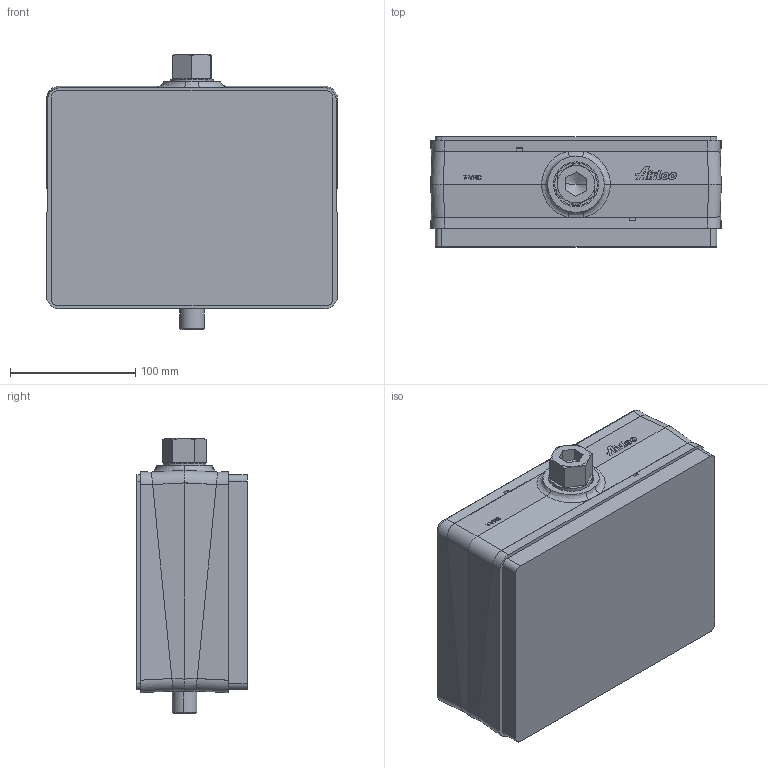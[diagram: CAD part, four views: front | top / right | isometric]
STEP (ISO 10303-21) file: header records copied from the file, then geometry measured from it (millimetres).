
FILE_DESCRIPTION (( 'STEP AP214' ), '1' );
FILE_NAME ('7-VRC-15-3.step', '2013-05-06T09:11:43', ( 'admin' ), ( '' ), 'SwSTEP 2.0', 'SolidWorks 2012', '' );
FILE_SCHEMA (( 'AUTOMOTIVE_DESIGN' ));
Length unit declared in the file: millimetre
Products named in the file (1): 7-VRC-15-3
Bounding box: 232.69 x 88.25 x 220 mm (x, y, z)
Volume: 3560846.3 mm3; surface area: 167964.9 mm2
Topology: 2 solids, 8 shells, 365 faces, 898 edges, 570 vertices
Faces by surface type: plane 207, cylinder 80, cone 41, bspline 35, torus 2
Entity records: 15401 total; most frequent: CARTESIAN_POINT 4514, ORIENTED_EDGE 1776, DIRECTION 1509, EDGE_CURVE 888, VERTEX_POINT 570, VECTOR 569, LINE 569, AXIS2_PLACEMENT_3D 470
